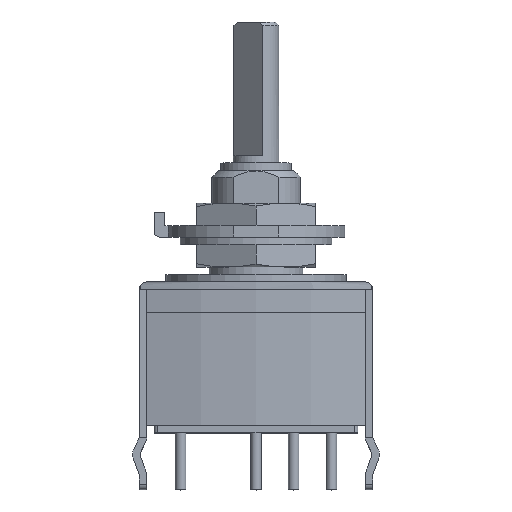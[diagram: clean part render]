
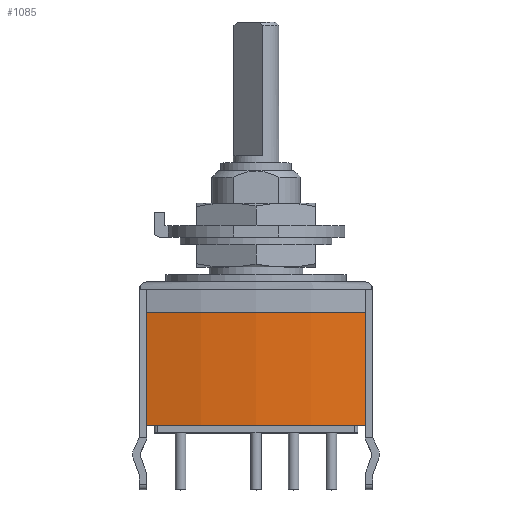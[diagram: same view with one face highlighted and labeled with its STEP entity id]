
A CAD part, top view. The second image highlights one B-rep face of the part: STEP entity #1085.
In plain terms, the highlighted cylindrical face has radius 27.94 mm (diameter 55.88 mm), a partial arc.
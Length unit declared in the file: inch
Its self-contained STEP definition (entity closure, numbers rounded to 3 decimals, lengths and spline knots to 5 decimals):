
#1085 = ADVANCED_FACE( '', ( #2109 ), #2110, .T. );
#2109 = FACE_OUTER_BOUND( '', #3108, .T. );
#2110 = CYLINDRICAL_SURFACE( '', #3109, 1.1 );
#3108 = EDGE_LOOP( '', ( #5907, #5908, #5909, #5910 ) );
#3109 = AXIS2_PLACEMENT_3D( '', #5911, #5912, #5913 );
#5907 = ORIENTED_EDGE( '', *, *, #6473, .F. );
#5908 = ORIENTED_EDGE( '', *, *, #6602, .F. );
#5909 = ORIENTED_EDGE( '', *, *, #6507, .T. );
#5910 = ORIENTED_EDGE( '', *, *, #6390, .T. );
#5911 = CARTESIAN_POINT( '', ( 0.8145, -0.4, 0. ) );
#5912 = DIRECTION( '', ( 0., -1., 0. ) );
#5913 = DIRECTION( '', ( 0., 0., 1. ) );
#6390 = EDGE_CURVE( '', #7736, #7734, #7737, .T. );
#6473 = EDGE_CURVE( '', #7876, #7734, #7878, .T. );
#6507 = EDGE_CURVE( '', #7910, #7736, #7937, .T. );
#6602 = EDGE_CURVE( '', #7910, #7876, #8090, .T. );
#7734 = VERTEX_POINT( '', #9624 );
#7736 = VERTEX_POINT( '', #9627 );
#7737 = LINE( '', #9628, #9629 );
#7876 = VERTEX_POINT( '', #9816 );
#7878 = CIRCLE( '', #9819, 1.1 );
#7910 = VERTEX_POINT( '', #9861 );
#7937 = CIRCLE( '', #9902, 1.1 );
#8090 = LINE( '', #10123, #10124 );
#9624 = CARTESIAN_POINT( '', ( -0.24658, -0.1, 0.29 ) );
#9627 = CARTESIAN_POINT( '', ( -0.24658, -0.4, 0.29 ) );
#9628 = CARTESIAN_POINT( '', ( -0.24658, -0.4, 0.29 ) );
#9629 = VECTOR( '', #11789, 39.37008 );
#9816 = CARTESIAN_POINT( '', ( -0.24658, -0.1, -0.29 ) );
#9819 = AXIS2_PLACEMENT_3D( '', #11893, #11894, #11895 );
#9861 = CARTESIAN_POINT( '', ( -0.24658, -0.4, -0.29 ) );
#9902 = AXIS2_PLACEMENT_3D( '', #11944, #11945, #11946 );
#10123 = CARTESIAN_POINT( '', ( -0.24658, -0.4, -0.29 ) );
#10124 = VECTOR( '', #12033, 39.37008 );
#11789 = DIRECTION( '', ( 0., 1., 0. ) );
#11893 = CARTESIAN_POINT( '', ( 0.8145, -0.1, 0. ) );
#11894 = DIRECTION( '', ( 0., 1., 0. ) );
#11895 = DIRECTION( '', ( 1., 0., 0. ) );
#11944 = CARTESIAN_POINT( '', ( 0.8145, -0.4, 0. ) );
#11945 = DIRECTION( '', ( 0., 1., 0. ) );
#11946 = DIRECTION( '', ( 1., 0., 0. ) );
#12033 = DIRECTION( '', ( 0., 1., 0. ) );
